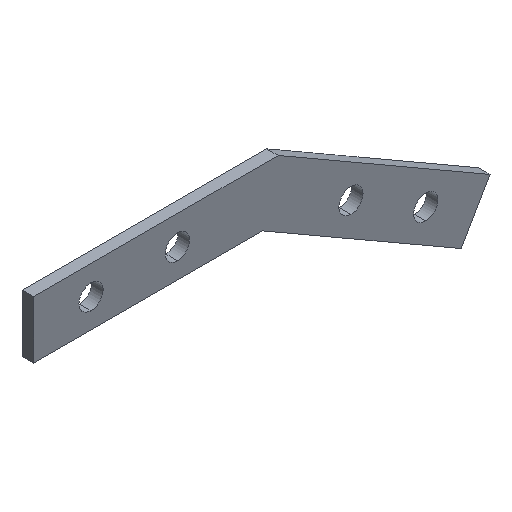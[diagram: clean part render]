
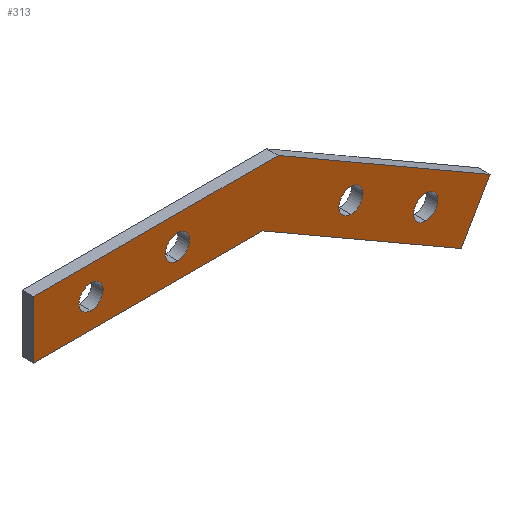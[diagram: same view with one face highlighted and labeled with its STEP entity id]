
A CAD part, isometric view. The second image highlights one B-rep face of the part: STEP entity #313.
In plain terms, the highlighted planar face has unit normal (0, -1, 0).
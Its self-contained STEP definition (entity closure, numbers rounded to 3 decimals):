
#3 = EDGE_CURVE ( 'NONE', #361, #357, #493, .T. ) ;
#7 = EDGE_CURVE ( 'NONE', #350, #325, #489, .T. ) ;
#8 = EDGE_CURVE ( 'NONE', #327, #364, #488, .T. ) ;
#24 = EDGE_CURVE ( 'NONE', #330, #389, #475, .T. ) ;
#29 = EDGE_CURVE ( 'NONE', #364, #327, #468, .T. ) ;
#32 = EDGE_CURVE ( 'NONE', #357, #361, #463, .T. ) ;
#43 = AXIS2_PLACEMENT_3D ( 'NONE', #217, #216, #215 ) ;
#44 = AXIS2_PLACEMENT_3D ( 'NONE', #211, #210, #209 ) ;
#45 = EDGE_CURVE ( 'NONE', #389, #351, #458, .T. ) ;
#49 = EDGE_CURVE ( 'NONE', #325, #353, #452, .T. ) ;
#61 = AXIS2_PLACEMENT_3D ( 'NONE', #267, #266, #265 ) ;
#64 = AXIS2_PLACEMENT_3D ( 'NONE', #305, #303, #301 ) ;
#65 = AXIS2_PLACEMENT_3D ( 'NONE', #289, #288, #287 ) ;
#66 = EDGE_CURVE ( 'NONE', #356, #326, #445, .T. ) ;
#73 = AXIS2_PLACEMENT_3D ( 'NONE', #222, #221, #220 ) ;
#79 = AXIS2_PLACEMENT_3D ( 'NONE', #188, #189, #182 ) ;
#82 = EDGE_CURVE ( 'NONE', #326, #356, #435, .T. ) ;
#84 = AXIS2_PLACEMENT_3D ( 'NONE', #257, #256, #255 ) ;
#87 = AXIS2_PLACEMENT_3D ( 'NONE', #236, #235, #234 ) ;
#90 = EDGE_CURVE ( 'NONE', #329, #386, #432, .T. ) ;
#92 = EDGE_CURVE ( 'NONE', #351, #350, #431, .T. ) ;
#93 = EDGE_CURVE ( 'NONE', #386, #329, #428, .T. ) ;
#96 = EDGE_CURVE ( 'NONE', #353, #330, #422, .T. ) ;
#122 = CARTESIAN_POINT ( 'NONE',  ( -2.679, 0., -10. ) ) ;
#123 = CARTESIAN_POINT ( 'NONE',  ( -32.5, 0., -2.9 ) ) ;
#127 = CARTESIAN_POINT ( 'NONE',  ( 12.655, 0., -10.98 ) ) ;
#130 = CARTESIAN_POINT ( 'NONE',  ( 25.646, 0., -22.68 ) ) ;
#132 = CARTESIAN_POINT ( 'NONE',  ( 25.646, 0., -18.48 ) ) ;
#135 = CARTESIAN_POINT ( 'NONE',  ( -42.5, 0., -10. ) ) ;
#136 = CARTESIAN_POINT ( 'NONE',  ( -17.5, 0., -7.1 ) ) ;
#137 = CARTESIAN_POINT ( 'NONE',  ( 36.806, 0., -21.25 ) ) ;
#139 = CARTESIAN_POINT ( 'NONE',  ( -42.5, 0., 0. ) ) ;
#142 = CARTESIAN_POINT ( 'NONE',  ( -32.5, 0., -7.1 ) ) ;
#144 = CARTESIAN_POINT ( 'NONE',  ( 12.655, 0., -15.18 ) ) ;
#145 = CARTESIAN_POINT ( 'NONE',  ( -17.5, 0., -2.9 ) ) ;
#146 = CARTESIAN_POINT ( 'NONE',  ( 0., 0., 0. ) ) ;
#151 = CARTESIAN_POINT ( 'NONE',  ( 31.806, 0., -29.91 ) ) ;
#182 = DIRECTION ( 'NONE',  ( 0., 0., 1. ) ) ;
#185 = PLANE ( 'NONE',  #79 ) ;
#188 = CARTESIAN_POINT ( 'NONE',  ( 36.806, 0., -21.25 ) ) ;
#189 = DIRECTION ( 'NONE',  ( 0., 1., 0. ) ) ;
#204 = DIRECTION ( 'NONE',  ( -0.5, 0., -0.866 ) ) ;
#206 = CARTESIAN_POINT ( 'NONE',  ( 31.806, 0., -29.91 ) ) ;
#209 = DIRECTION ( 'NONE',  ( 0., 0., 1. ) ) ;
#210 = DIRECTION ( 'NONE',  ( 0., 1., 0. ) ) ;
#211 = CARTESIAN_POINT ( 'NONE',  ( -32.5, 0., -5. ) ) ;
#213 = DIRECTION ( 'NONE',  ( 0., 0., 1. ) ) ;
#215 = DIRECTION ( 'NONE',  ( 0., 0., 1. ) ) ;
#216 = DIRECTION ( 'NONE',  ( 0., 1., 0. ) ) ;
#217 = CARTESIAN_POINT ( 'NONE',  ( -32.5, 0., -5. ) ) ;
#219 = CARTESIAN_POINT ( 'NONE',  ( -42.5, 0., 0. ) ) ;
#220 = DIRECTION ( 'NONE',  ( 0., 0., 1. ) ) ;
#221 = DIRECTION ( 'NONE',  ( 0., 1., 0. ) ) ;
#222 = CARTESIAN_POINT ( 'NONE',  ( -17.5, 0., -5. ) ) ;
#234 = DIRECTION ( 'NONE',  ( 0., 0., 1. ) ) ;
#235 = DIRECTION ( 'NONE',  ( 0., 1., 0. ) ) ;
#236 = CARTESIAN_POINT ( 'NONE',  ( -17.5, 0., -5. ) ) ;
#243 = CARTESIAN_POINT ( 'NONE',  ( 36.806, 0., -21.25 ) ) ;
#246 = DIRECTION ( 'NONE',  ( 0.866, 0., -0.5 ) ) ;
#250 = DIRECTION ( 'NONE',  ( -1., 0., 0. ) ) ;
#251 = CARTESIAN_POINT ( 'NONE',  ( -42.5, 0., -10. ) ) ;
#255 = DIRECTION ( 'NONE',  ( 0., 0., 1. ) ) ;
#256 = DIRECTION ( 'NONE',  ( 0., 1., 0. ) ) ;
#257 = CARTESIAN_POINT ( 'NONE',  ( 25.646, 0., -20.58 ) ) ;
#265 = DIRECTION ( 'NONE',  ( 0., 0., 1. ) ) ;
#266 = DIRECTION ( 'NONE',  ( 0., 1., 0. ) ) ;
#267 = CARTESIAN_POINT ( 'NONE',  ( 12.655, 0., -13.08 ) ) ;
#272 = DIRECTION ( 'NONE',  ( -0.866, 0., 0.5 ) ) ;
#273 = CARTESIAN_POINT ( 'NONE',  ( -2.679, 0., -10. ) ) ;
#287 = DIRECTION ( 'NONE',  ( 0., 0., 1. ) ) ;
#288 = DIRECTION ( 'NONE',  ( 0., 1., 0. ) ) ;
#289 = CARTESIAN_POINT ( 'NONE',  ( 12.655, 0., -13.08 ) ) ;
#296 = CARTESIAN_POINT ( 'NONE',  ( 0., 0., 0. ) ) ;
#300 = DIRECTION ( 'NONE',  ( 1., 0., 0. ) ) ;
#301 = DIRECTION ( 'NONE',  ( 0., 0., 1. ) ) ;
#303 = DIRECTION ( 'NONE',  ( 0., 1., 0. ) ) ;
#305 = CARTESIAN_POINT ( 'NONE',  ( 25.646, 0., -20.58 ) ) ;
#313 = ADVANCED_FACE ( 'NONE', ( #414, #408, #417, #409, #411 ), #185, .F. ) ;
#325 = VERTEX_POINT ( 'NONE', #146 ) ;
#326 = VERTEX_POINT ( 'NONE', #145 ) ;
#327 = VERTEX_POINT ( 'NONE', #144 ) ;
#329 = VERTEX_POINT ( 'NONE', #142 ) ;
#330 = VERTEX_POINT ( 'NONE', #151 ) ;
#332 = EDGE_LOOP ( 'NONE', ( #556, #546, #574, #595, #569, #573 ) ) ;
#333 = EDGE_LOOP ( 'NONE', ( #343, #378 ) ) ;
#342 = ORIENTED_EDGE ( 'NONE', *, *, #93, .T. ) ;
#343 = ORIENTED_EDGE ( 'NONE', *, *, #82, .T. ) ;
#350 = VERTEX_POINT ( 'NONE', #139 ) ;
#351 = VERTEX_POINT ( 'NONE', #135 ) ;
#353 = VERTEX_POINT ( 'NONE', #137 ) ;
#356 = VERTEX_POINT ( 'NONE', #136 ) ;
#357 = VERTEX_POINT ( 'NONE', #132 ) ;
#361 = VERTEX_POINT ( 'NONE', #130 ) ;
#364 = VERTEX_POINT ( 'NONE', #127 ) ;
#368 = EDGE_LOOP ( 'NONE', ( #552, #547 ) ) ;
#369 = EDGE_LOOP ( 'NONE', ( #560, #570 ) ) ;
#372 = EDGE_LOOP ( 'NONE', ( #342, #379 ) ) ;
#378 = ORIENTED_EDGE ( 'NONE', *, *, #66, .T. ) ;
#379 = ORIENTED_EDGE ( 'NONE', *, *, #90, .T. ) ;
#386 = VERTEX_POINT ( 'NONE', #123 ) ;
#389 = VERTEX_POINT ( 'NONE', #122 ) ;
#408 = FACE_BOUND ( 'NONE', #333, .T. ) ;
#409 = FACE_BOUND ( 'NONE', #369, .T. ) ;
#411 = FACE_OUTER_BOUND ( 'NONE', #332, .T. ) ;
#414 = FACE_BOUND ( 'NONE', #372, .T. ) ;
#417 = FACE_BOUND ( 'NONE', #368, .T. ) ;
#418 = VECTOR ( 'NONE', #204, 1000. ) ;
#422 = LINE ( 'NONE', #206, #418 ) ;
#427 = VECTOR ( 'NONE', #213, 1000. ) ;
#428 = CIRCLE ( 'NONE', #44, 2.1 ) ;
#431 = LINE ( 'NONE', #219, #427 ) ;
#432 = CIRCLE ( 'NONE', #43, 2.1 ) ;
#435 = CIRCLE ( 'NONE', #73, 2.1 ) ;
#445 = CIRCLE ( 'NONE', #87, 2.1 ) ;
#446 = VECTOR ( 'NONE', #246, 1000. ) ;
#452 = LINE ( 'NONE', #243, #446 ) ;
#455 = VECTOR ( 'NONE', #250, 1000. ) ;
#458 = LINE ( 'NONE', #251, #455 ) ;
#463 = CIRCLE ( 'NONE', #84, 2.1 ) ;
#468 = CIRCLE ( 'NONE', #61, 2.1 ) ;
#471 = VECTOR ( 'NONE', #272, 1000. ) ;
#475 = LINE ( 'NONE', #273, #471 ) ;
#486 = VECTOR ( 'NONE', #300, 1000. ) ;
#488 = CIRCLE ( 'NONE', #65, 2.1 ) ;
#489 = LINE ( 'NONE', #296, #486 ) ;
#493 = CIRCLE ( 'NONE', #64, 2.1 ) ;
#546 = ORIENTED_EDGE ( 'NONE', *, *, #7, .F. ) ;
#547 = ORIENTED_EDGE ( 'NONE', *, *, #8, .T. ) ;
#552 = ORIENTED_EDGE ( 'NONE', *, *, #29, .T. ) ;
#556 = ORIENTED_EDGE ( 'NONE', *, *, #49, .F. ) ;
#560 = ORIENTED_EDGE ( 'NONE', *, *, #32, .T. ) ;
#569 = ORIENTED_EDGE ( 'NONE', *, *, #24, .F. ) ;
#570 = ORIENTED_EDGE ( 'NONE', *, *, #3, .T. ) ;
#573 = ORIENTED_EDGE ( 'NONE', *, *, #96, .F. ) ;
#574 = ORIENTED_EDGE ( 'NONE', *, *, #92, .F. ) ;
#595 = ORIENTED_EDGE ( 'NONE', *, *, #45, .F. ) ;
